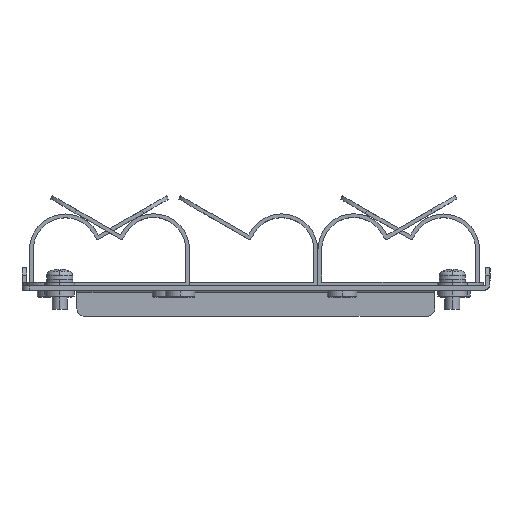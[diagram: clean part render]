
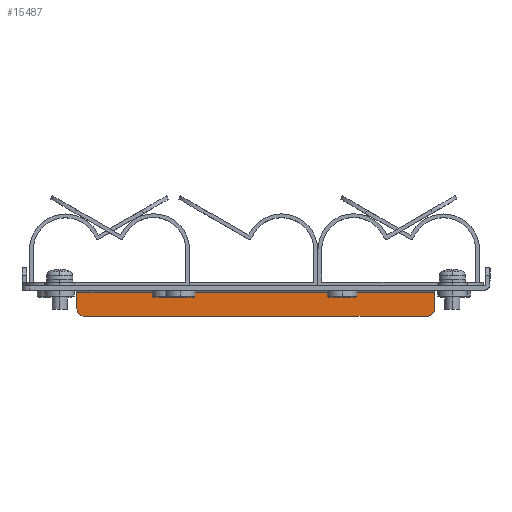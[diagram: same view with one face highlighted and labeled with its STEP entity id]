
A CAD part, top view. The second image highlights one B-rep face of the part: STEP entity #15487.
In plain terms, the highlighted planar face has unit normal (0, 0, 1).
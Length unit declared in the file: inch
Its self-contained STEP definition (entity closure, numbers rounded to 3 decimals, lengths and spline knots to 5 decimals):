
#227 = VERTEX_POINT ( 'NONE', #17069 ) ;
#501 = AXIS2_PLACEMENT_3D ( 'NONE', #8740, #18237, #10409 ) ;
#515 = VECTOR ( 'NONE', #17431, 39.37008 ) ;
#881 = CIRCLE ( 'NONE', #10904, 0.07874 ) ;
#1117 = AXIS2_PLACEMENT_3D ( 'NONE', #18012, #3789, #8354 ) ;
#1781 = CARTESIAN_POINT ( 'NONE',  ( 4.33071, -0.18898, -2.51181 ) ) ;
#2043 = DIRECTION ( 'NONE',  ( 0., -1., 0. ) ) ;
#2799 = DIRECTION ( 'NONE',  ( 0., 1., 0. ) ) ;
#3768 = CARTESIAN_POINT ( 'NONE',  ( 4.33071, -0.01969, -2.51181 ) ) ;
#3789 = DIRECTION ( 'NONE',  ( 0., 0., -1. ) ) ;
#3943 = VERTEX_POINT ( 'NONE', #1781 ) ;
#4306 = LINE ( 'NONE', #8937, #13904 ) ;
#4469 = CARTESIAN_POINT ( 'NONE',  ( 4.40945, -0.26772, -2.51181 ) ) ;
#5241 = ORIENTED_EDGE ( 'NONE', *, *, #6722, .F. ) ;
#5496 = PLANE ( 'NONE',  #501 ) ;
#5962 = CARTESIAN_POINT ( 'NONE',  ( 0.59055, -0.18898, -2.51181 ) ) ;
#6431 = ORIENTED_EDGE ( 'NONE', *, *, #15720, .F. ) ;
#6473 = VECTOR ( 'NONE', #2043, 39.37008 ) ;
#6559 = VERTEX_POINT ( 'NONE', #20036 ) ;
#6722 = EDGE_CURVE ( 'NONE', #6559, #227, #14630, .T. ) ;
#7005 = CARTESIAN_POINT ( 'NONE',  ( 4.33071, 0.04724, -2.51181 ) ) ;
#7440 = DIRECTION ( 'NONE',  ( -1., 0., 0. ) ) ;
#8354 = DIRECTION ( 'NONE',  ( -1., 0., 0. ) ) ;
#8740 = CARTESIAN_POINT ( 'NONE',  ( 4.40945, 0.04724, -2.51181 ) ) ;
#8756 = VERTEX_POINT ( 'NONE', #5962 ) ;
#8937 = CARTESIAN_POINT ( 'NONE',  ( 0.59055, -0.01969, -2.51181 ) ) ;
#9264 = EDGE_CURVE ( 'NONE', #227, #8756, #881, .T. ) ;
#10078 = DIRECTION ( 'NONE',  ( 0., 0., -1. ) ) ;
#10409 = DIRECTION ( 'NONE',  ( -1., 0., 0. ) ) ;
#10734 = LINE ( 'NONE', #7005, #6473 ) ;
#10904 = AXIS2_PLACEMENT_3D ( 'NONE', #18174, #10078, #13469 ) ;
#11461 = FACE_OUTER_BOUND ( 'NONE', #14259, .T. ) ;
#11784 = VERTEX_POINT ( 'NONE', #15565 ) ;
#13469 = DIRECTION ( 'NONE',  ( -1., 0., 0. ) ) ;
#13517 = ORIENTED_EDGE ( 'NONE', *, *, #14899, .F. ) ;
#13904 = VECTOR ( 'NONE', #7440, 39.37008 ) ;
#14259 = EDGE_LOOP ( 'NONE', ( #13517, #14710, #6431, #19742, #5241, #16058 ) ) ;
#14326 = EDGE_CURVE ( 'NONE', #3943, #6559, #14590, .T. ) ;
#14590 = CIRCLE ( 'NONE', #1117, 0.07874 ) ;
#14630 = LINE ( 'NONE', #4469, #515 ) ;
#14710 = ORIENTED_EDGE ( 'NONE', *, *, #18066, .T. ) ;
#14899 = EDGE_CURVE ( 'NONE', #20102, #3943, #10734, .T. ) ;
#15487 = ADVANCED_FACE ( 'NONE', ( #11461 ), #5496, .F. ) ;
#15565 = CARTESIAN_POINT ( 'NONE',  ( 0.59055, -0.01969, -2.51181 ) ) ;
#15720 = EDGE_CURVE ( 'NONE', #8756, #11784, #16276, .T. ) ;
#16058 = ORIENTED_EDGE ( 'NONE', *, *, #14326, .F. ) ;
#16276 = LINE ( 'NONE', #20683, #20262 ) ;
#17069 = CARTESIAN_POINT ( 'NONE',  ( 0.66929, -0.26772, -2.51181 ) ) ;
#17431 = DIRECTION ( 'NONE',  ( -1., 0., 0. ) ) ;
#18012 = CARTESIAN_POINT ( 'NONE',  ( 4.25197, -0.18898, -2.51181 ) ) ;
#18066 = EDGE_CURVE ( 'NONE', #20102, #11784, #4306, .T. ) ;
#18174 = CARTESIAN_POINT ( 'NONE',  ( 0.66929, -0.18898, -2.51181 ) ) ;
#18237 = DIRECTION ( 'NONE',  ( 0., 0., -1. ) ) ;
#19742 = ORIENTED_EDGE ( 'NONE', *, *, #9264, .F. ) ;
#20036 = CARTESIAN_POINT ( 'NONE',  ( 4.25197, -0.26772, -2.51181 ) ) ;
#20102 = VERTEX_POINT ( 'NONE', #3768 ) ;
#20262 = VECTOR ( 'NONE', #2799, 39.37008 ) ;
#20683 = CARTESIAN_POINT ( 'NONE',  ( 0.59055, 0.04724, -2.51181 ) ) ;
